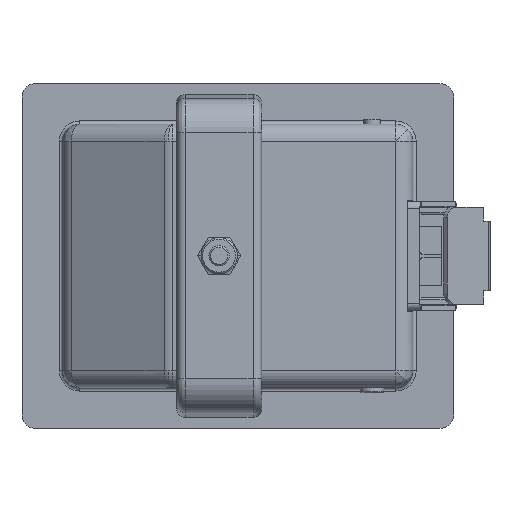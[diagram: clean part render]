
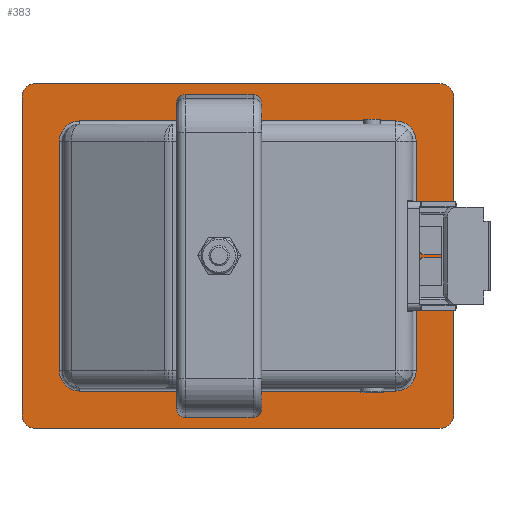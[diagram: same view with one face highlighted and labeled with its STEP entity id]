
A CAD part, top view. The second image highlights one B-rep face of the part: STEP entity #383.
In plain terms, the highlighted planar face has unit normal (0, 0, 1).
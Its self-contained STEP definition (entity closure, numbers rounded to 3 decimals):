
#105=FACE_BOUND('',#1531,.T.);
#383=ADVANCED_FACE('',(#949,#105),#8877,.T.);
#949=FACE_OUTER_BOUND('',#1530,.T.);
#1530=EDGE_LOOP('',(#3230,#3231,#3232,#3233,#3234,#3235,#3236,#3237));
#1531=EDGE_LOOP('',(#3238,#3239,#3240,#3241,#3242,#3243,#3244,#3245));
#3230=ORIENTED_EDGE('',*,*,#5339,.F.);
#3231=ORIENTED_EDGE('',*,*,#5336,.F.);
#3232=ORIENTED_EDGE('',*,*,#5334,.F.);
#3233=ORIENTED_EDGE('',*,*,#5331,.F.);
#3234=ORIENTED_EDGE('',*,*,#5329,.F.);
#3235=ORIENTED_EDGE('',*,*,#5326,.F.);
#3236=ORIENTED_EDGE('',*,*,#5324,.F.);
#3237=ORIENTED_EDGE('',*,*,#5321,.F.);
#3238=ORIENTED_EDGE('',*,*,#5350,.T.);
#3239=ORIENTED_EDGE('',*,*,#5340,.T.);
#3240=ORIENTED_EDGE('',*,*,#5341,.T.);
#3241=ORIENTED_EDGE('',*,*,#5342,.T.);
#3242=ORIENTED_EDGE('',*,*,#5343,.T.);
#3243=ORIENTED_EDGE('',*,*,#5344,.T.);
#3244=ORIENTED_EDGE('',*,*,#5345,.T.);
#3245=ORIENTED_EDGE('',*,*,#5346,.T.);
#5321=EDGE_CURVE('',#8348,#8349,#6238,.T.);
#5324=EDGE_CURVE('',#8349,#8350,#7436,.T.);
#5326=EDGE_CURVE('',#8350,#8351,#6240,.T.);
#5329=EDGE_CURVE('',#8351,#8352,#7439,.T.);
#5331=EDGE_CURVE('',#8352,#8353,#6242,.T.);
#5334=EDGE_CURVE('',#8353,#8354,#7442,.T.);
#5336=EDGE_CURVE('',#8354,#8355,#6244,.T.);
#5339=EDGE_CURVE('',#8355,#8348,#7445,.T.);
#5340=EDGE_CURVE('',#8356,#8357,#7446,.T.);
#5341=EDGE_CURVE('',#8357,#8358,#6246,.T.);
#5342=EDGE_CURVE('',#8358,#8359,#7447,.T.);
#5343=EDGE_CURVE('',#8359,#8360,#6247,.T.);
#5344=EDGE_CURVE('',#8360,#8361,#7448,.T.);
#5345=EDGE_CURVE('',#8361,#8362,#6248,.T.);
#5346=EDGE_CURVE('',#8362,#8363,#7449,.T.);
#5350=EDGE_CURVE('',#8363,#8356,#6252,.T.);
#6238=TRIMMED_CURVE($,#6696,(#22196),(#22197),.T.,.CARTESIAN.);
#6240=TRIMMED_CURVE($,#6698,(#22208),(#22209),.T.,.CARTESIAN.);
#6242=TRIMMED_CURVE($,#6700,(#22220),(#22221),.T.,.CARTESIAN.);
#6244=TRIMMED_CURVE($,#6702,(#22232),(#22233),.T.,.CARTESIAN.);
#6246=TRIMMED_CURVE($,#6704,(#22244),(#22245),.T.,.CARTESIAN.);
#6247=TRIMMED_CURVE($,#6705,(#22249),(#22250),.T.,.CARTESIAN.);
#6248=TRIMMED_CURVE($,#6706,(#22254),(#22255),.T.,.CARTESIAN.);
#6252=TRIMMED_CURVE($,#6710,(#22268),(#22269),.T.,.CARTESIAN.);
#6696=CIRCLE('',#9833,4.);
#6698=CIRCLE('',#9835,4.);
#6700=CIRCLE('',#9837,4.);
#6702=CIRCLE('',#9839,4.);
#6704=CIRCLE('',#9841,6.);
#6705=CIRCLE('',#9842,6.);
#6706=CIRCLE('',#9843,6.);
#6710=CIRCLE('',#9847,6.);
#7436=B_SPLINE_CURVE_WITH_KNOTS('',1,(#22203,#22204),.UNSPECIFIED.,.F.,
 .F.,(2,2),(0.,119.),.UNSPECIFIED.);
#7439=B_SPLINE_CURVE_WITH_KNOTS('',1,(#22215,#22216),.UNSPECIFIED.,.F.,
 .F.,(2,2),(0.,93.5),.UNSPECIFIED.);
#7442=B_SPLINE_CURVE_WITH_KNOTS('',1,(#22227,#22228),.UNSPECIFIED.,.F.,
 .F.,(2,2),(0.,119.),.UNSPECIFIED.);
#7445=B_SPLINE_CURVE_WITH_KNOTS('',1,(#22239,#22240),.UNSPECIFIED.,.F.,
 .F.,(2,2),(0.,93.5),.UNSPECIFIED.);
#7446=B_SPLINE_CURVE_WITH_KNOTS('',1,(#22241,#22242),.UNSPECIFIED.,.F.,
 .F.,(2,2),(0.,93.),.UNSPECIFIED.);
#7447=B_SPLINE_CURVE_WITH_KNOTS('',1,(#22246,#22247),.UNSPECIFIED.,.F.,
 .F.,(2,2),(0.,67.5),.UNSPECIFIED.);
#7448=B_SPLINE_CURVE_WITH_KNOTS('',1,(#22251,#22252),.UNSPECIFIED.,.F.,
 .F.,(2,2),(0.,93.),.UNSPECIFIED.);
#7449=B_SPLINE_CURVE_WITH_KNOTS('',1,(#22256,#22257),.UNSPECIFIED.,.F.,
 .F.,(2,2),(0.,67.5),.UNSPECIFIED.);
#8348=VERTEX_POINT('',#22045);
#8349=VERTEX_POINT('',#22046);
#8350=VERTEX_POINT('',#22047);
#8351=VERTEX_POINT('',#22048);
#8352=VERTEX_POINT('',#22049);
#8353=VERTEX_POINT('',#22050);
#8354=VERTEX_POINT('',#22051);
#8355=VERTEX_POINT('',#22052);
#8356=VERTEX_POINT('',#22053);
#8357=VERTEX_POINT('',#22054);
#8358=VERTEX_POINT('',#22055);
#8359=VERTEX_POINT('',#22056);
#8360=VERTEX_POINT('',#22057);
#8361=VERTEX_POINT('',#22058);
#8362=VERTEX_POINT('',#22059);
#8363=VERTEX_POINT('',#22060);
#8877=PLANE('',#9766);
#9766=AXIS2_PLACEMENT_3D('',#20496,#10858,$);
#9833=AXIS2_PLACEMENT_3D($,#22195,#10935,#10936);
#9835=AXIS2_PLACEMENT_3D($,#22207,#10939,#10940);
#9837=AXIS2_PLACEMENT_3D($,#22219,#10943,#10944);
#9839=AXIS2_PLACEMENT_3D($,#22231,#10947,#10948);
#9841=AXIS2_PLACEMENT_3D($,#22243,#10951,#10952);
#9842=AXIS2_PLACEMENT_3D($,#22248,#10953,#10954);
#9843=AXIS2_PLACEMENT_3D($,#22253,#10955,#10956);
#9847=AXIS2_PLACEMENT_3D($,#22267,#10963,#10964);
#10858=DIRECTION('',(0.,0.,1.));
#10935=DIRECTION('',(0.,0.,-1.));
#10936=DIRECTION('',(-1.,0.,0.));
#10939=DIRECTION('',(0.,0.,-1.));
#10940=DIRECTION('',(0.,1.,0.));
#10943=DIRECTION('',(0.,0.,-1.));
#10944=DIRECTION('',(1.,0.,0.));
#10947=DIRECTION('',(0.,0.,-1.));
#10948=DIRECTION('',(0.,-1.,0.));
#10951=DIRECTION('',(0.,0.,-1.));
#10952=DIRECTION('',(0.,1.,0.));
#10953=DIRECTION('',(0.,0.,-1.));
#10954=DIRECTION('',(1.,0.,0.));
#10955=DIRECTION('',(0.,0.,-1.));
#10956=DIRECTION('',(0.,-1.,0.));
#10963=DIRECTION('',(0.,0.,-1.));
#10964=DIRECTION('',(-1.,0.,0.));
#20496=CARTESIAN_POINT('',(-76.2,-60.9,1.5));
#22045=CARTESIAN_POINT('',(-63.5,46.75,1.5));
#22046=CARTESIAN_POINT('',(-59.5,50.75,1.5));
#22047=CARTESIAN_POINT('',(59.5,50.75,1.5));
#22048=CARTESIAN_POINT('',(63.5,46.75,1.5));
#22049=CARTESIAN_POINT('',(63.5,-46.75,1.5));
#22050=CARTESIAN_POINT('',(59.5,-50.75,1.5));
#22051=CARTESIAN_POINT('',(-59.5,-50.75,1.5));
#22052=CARTESIAN_POINT('',(-63.5,-46.75,1.5));
#22053=CARTESIAN_POINT('',(-46.5,39.75,1.5));
#22054=CARTESIAN_POINT('',(46.5,39.75,1.5));
#22055=CARTESIAN_POINT('',(52.5,33.75,1.5));
#22056=CARTESIAN_POINT('',(52.5,-33.75,1.5));
#22057=CARTESIAN_POINT('',(46.5,-39.75,1.5));
#22058=CARTESIAN_POINT('',(-46.5,-39.75,1.5));
#22059=CARTESIAN_POINT('',(-52.5,-33.75,1.5));
#22060=CARTESIAN_POINT('',(-52.5,33.75,1.5));
#22195=CARTESIAN_POINT('',(-59.5,46.75,1.5));
#22196=CARTESIAN_POINT('',(-63.5,46.75,1.5));
#22197=CARTESIAN_POINT('',(-59.5,50.75,1.5));
#22203=CARTESIAN_POINT('',(-59.5,50.75,1.5));
#22204=CARTESIAN_POINT('',(59.5,50.75,1.5));
#22207=CARTESIAN_POINT('',(59.5,46.75,1.5));
#22208=CARTESIAN_POINT('',(59.5,50.75,1.5));
#22209=CARTESIAN_POINT('',(63.5,46.75,1.5));
#22215=CARTESIAN_POINT('',(63.5,46.75,1.5));
#22216=CARTESIAN_POINT('',(63.5,-46.75,1.5));
#22219=CARTESIAN_POINT('',(59.5,-46.75,1.5));
#22220=CARTESIAN_POINT('',(63.5,-46.75,1.5));
#22221=CARTESIAN_POINT('',(59.5,-50.75,1.5));
#22227=CARTESIAN_POINT('',(59.5,-50.75,1.5));
#22228=CARTESIAN_POINT('',(-59.5,-50.75,1.5));
#22231=CARTESIAN_POINT('',(-59.5,-46.75,1.5));
#22232=CARTESIAN_POINT('',(-59.5,-50.75,1.5));
#22233=CARTESIAN_POINT('',(-63.5,-46.75,1.5));
#22239=CARTESIAN_POINT('',(-63.5,-46.75,1.5));
#22240=CARTESIAN_POINT('',(-63.5,46.75,1.5));
#22241=CARTESIAN_POINT('',(-46.5,39.75,1.5));
#22242=CARTESIAN_POINT('',(46.5,39.75,1.5));
#22243=CARTESIAN_POINT('',(46.5,33.75,1.5));
#22244=CARTESIAN_POINT('',(46.5,39.75,1.5));
#22245=CARTESIAN_POINT('',(52.5,33.75,1.5));
#22246=CARTESIAN_POINT('',(52.5,33.75,1.5));
#22247=CARTESIAN_POINT('',(52.5,-33.75,1.5));
#22248=CARTESIAN_POINT('',(46.5,-33.75,1.5));
#22249=CARTESIAN_POINT('',(52.5,-33.75,1.5));
#22250=CARTESIAN_POINT('',(46.5,-39.75,1.5));
#22251=CARTESIAN_POINT('',(46.5,-39.75,1.5));
#22252=CARTESIAN_POINT('',(-46.5,-39.75,1.5));
#22253=CARTESIAN_POINT('',(-46.5,-33.75,1.5));
#22254=CARTESIAN_POINT('',(-46.5,-39.75,1.5));
#22255=CARTESIAN_POINT('',(-52.5,-33.75,1.5));
#22256=CARTESIAN_POINT('',(-52.5,-33.75,1.5));
#22257=CARTESIAN_POINT('',(-52.5,33.75,1.5));
#22267=CARTESIAN_POINT('',(-46.5,33.75,1.5));
#22268=CARTESIAN_POINT('',(-52.5,33.75,1.5));
#22269=CARTESIAN_POINT('',(-46.5,39.75,1.5));
